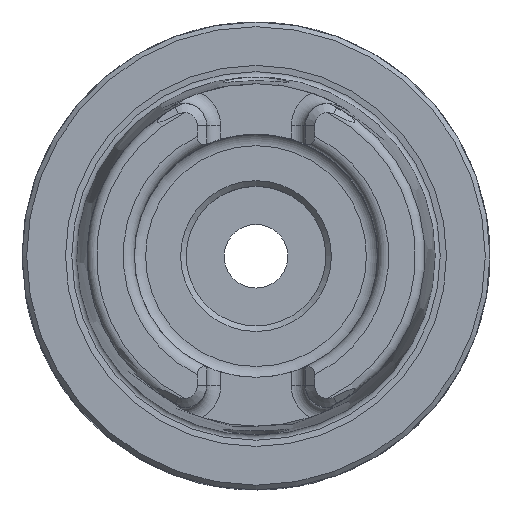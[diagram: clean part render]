
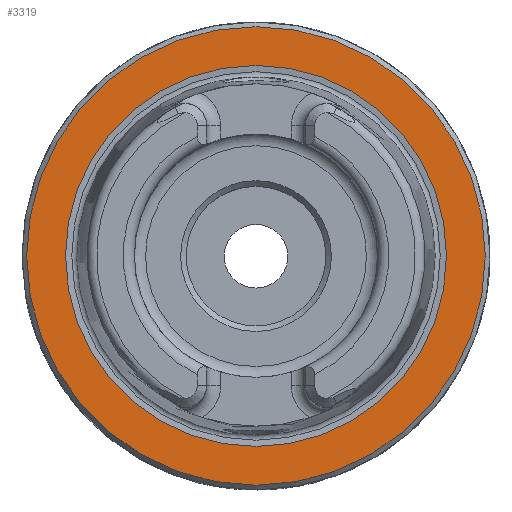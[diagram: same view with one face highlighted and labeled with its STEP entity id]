
A CAD part, top view. The second image highlights one B-rep face of the part: STEP entity #3319.
In plain terms, the highlighted planar face has unit normal (0, 0, 1).
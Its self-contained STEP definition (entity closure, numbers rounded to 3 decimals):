
#373=PLANE('',#3553);
#808=ORIENTED_EDGE('',*,*,#1280,.F.);
#809=ORIENTED_EDGE('',*,*,#1281,.T.);
#1280=EDGE_CURVE('',#1518,#1518,#1637,.T.);
#1281=EDGE_CURVE('',#1519,#1519,#1638,.T.);
#1518=VERTEX_POINT('',#5299);
#1519=VERTEX_POINT('',#5302);
#1637=CIRCLE('',#3552,20.354);
#1638=CIRCLE('',#3554,24.5);
#1797=EDGE_LOOP('',(#808));
#1798=EDGE_LOOP('',(#809));
#2018=FACE_BOUND('',#1797,.T.);
#2019=FACE_BOUND('',#1798,.T.);
#3319=ADVANCED_FACE('',(#2018,#2019),#373,.F.);
#3552=AXIS2_PLACEMENT_3D('',#5298,#4093,#4094);
#3553=AXIS2_PLACEMENT_3D('',#5300,#4095,#4096);
#3554=AXIS2_PLACEMENT_3D('',#5301,#4097,#4098);
#4093=DIRECTION('',(0.,0.,1.));
#4094=DIRECTION('',(1.,0.,0.));
#4095=DIRECTION('',(0.,0.,-1.));
#4096=DIRECTION('',(-1.,0.,0.));
#4097=DIRECTION('',(0.,0.,1.));
#4098=DIRECTION('',(1.,0.,0.));
#5298=CARTESIAN_POINT('',(0.,0.,0.));
#5299=CARTESIAN_POINT('',(20.354,0.,0.));
#5300=CARTESIAN_POINT('',(24.5,0.,0.));
#5301=CARTESIAN_POINT('',(0.,0.,0.));
#5302=CARTESIAN_POINT('',(24.5,0.,0.));
